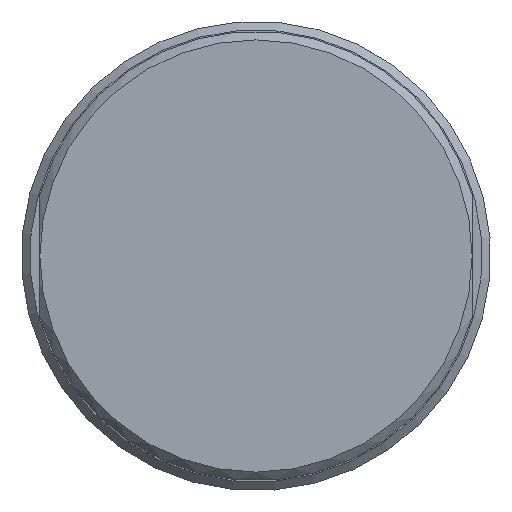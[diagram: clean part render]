
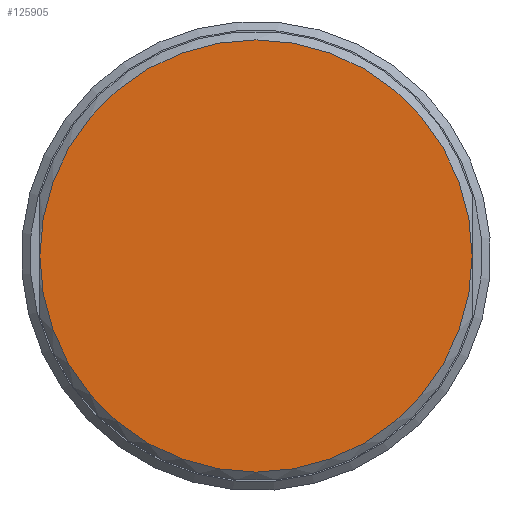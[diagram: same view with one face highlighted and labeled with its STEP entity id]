
A CAD part, left-side view. The second image highlights one B-rep face of the part: STEP entity #125905.
In plain terms, the highlighted planar face has unit normal (-1, 0, 0).
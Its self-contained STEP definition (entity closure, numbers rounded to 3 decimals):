
#125588=CARTESIAN_POINT('',(0.0,-12.5,0.));
#125589=VERTEX_POINT('',#125588);
#125780=CARTESIAN_POINT('',(0.0,12.5,0.));
#125781=VERTEX_POINT('',#125780);
#125782=CARTESIAN_POINT('',(0.0,0.0,0.0));
#125783=DIRECTION('',(1.0,0.0,0.0));
#125784=DIRECTION('',(0.0,-1.0,0.0));
#125785=AXIS2_PLACEMENT_3D('',#125782,#125783,#125784);
#125786=CIRCLE('',#125785,12.5);
#125787=EDGE_CURVE('',#125589,#125781,#125786,.T.);
#125868=CARTESIAN_POINT('',(0.0,0.0,0.0));
#125869=DIRECTION('',(1.0,0.0,0.0));
#125870=DIRECTION('',(0.0,-1.0,0.0));
#125871=AXIS2_PLACEMENT_3D('',#125868,#125869,#125870);
#125872=CIRCLE('',#125871,12.5);
#125873=EDGE_CURVE('',#125781,#125589,#125872,.T.);
#125896=CARTESIAN_POINT('',(0.0,10.688,0.0));
#125897=DIRECTION('',(-1.0,0.0,0.0));
#125898=DIRECTION('',(0.0,0.0,1.0));
#125899=AXIS2_PLACEMENT_3D('',#125896,#125897,#125898);
#125900=PLANE('',#125899);
#125901=ORIENTED_EDGE('',*,*,#125873,.F.);
#125902=ORIENTED_EDGE('',*,*,#125787,.F.);
#125903=EDGE_LOOP('',(#125901,#125902));
#125904=FACE_OUTER_BOUND('',#125903,.T.);
#125905=ADVANCED_FACE('',(#125904),#125900,.T.);
